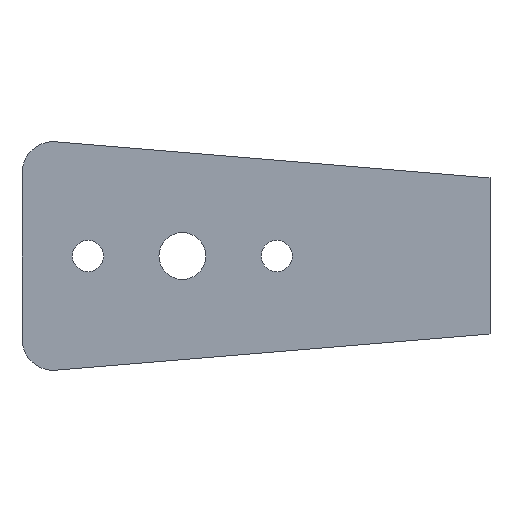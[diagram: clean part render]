
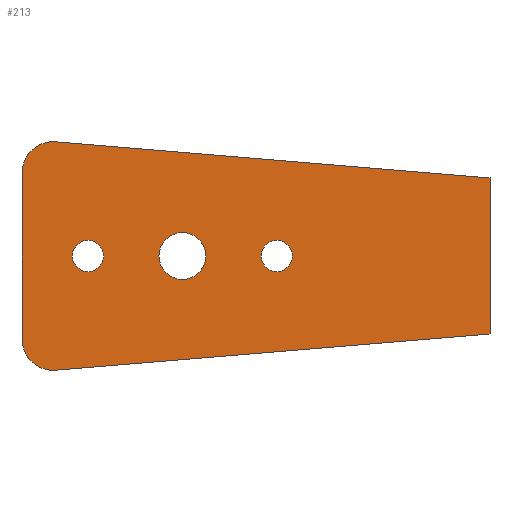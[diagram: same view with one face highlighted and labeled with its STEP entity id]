
A CAD part, front view. The second image highlights one B-rep face of the part: STEP entity #213.
In plain terms, the highlighted planar face has unit normal (0, -1, 0).
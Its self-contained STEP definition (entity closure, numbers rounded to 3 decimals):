
#18=FACE_BOUND('',#52,.T.);
#19=FACE_BOUND('',#53,.T.);
#20=FACE_BOUND('',#54,.T.);
#26=PLANE('',#257);
#37=FACE_OUTER_BOUND('',#51,.T.);
#51=EDGE_LOOP('',(#189,#190,#191,#192,#193,#194));
#52=EDGE_LOOP('',(#195));
#53=EDGE_LOOP('',(#196));
#54=EDGE_LOOP('',(#197));
#58=LINE('',#341,#75);
#63=LINE('',#355,#80);
#67=LINE('',#367,#84);
#70=LINE('',#372,#87);
#75=VECTOR('',#283,10.);
#80=VECTOR('',#296,10.);
#84=VECTOR('',#308,10.);
#87=VECTOR('',#313,10.);
#90=CIRCLE('',#239,2.);
#92=CIRCLE('',#242,3.);
#94=CIRCLE('',#245,2.);
#95=CIRCLE('',#248,4.);
#97=CIRCLE('',#252,4.);
#100=VERTEX_POINT('',#323);
#102=VERTEX_POINT('',#329);
#104=VERTEX_POINT('',#335);
#105=VERTEX_POINT('',#339);
#106=VERTEX_POINT('',#340);
#109=VERTEX_POINT('',#348);
#111=VERTEX_POINT('',#354);
#113=VERTEX_POINT('',#360);
#115=VERTEX_POINT('',#366);
#119=EDGE_CURVE('',#100,#100,#90,.T.);
#122=EDGE_CURVE('',#102,#102,#92,.T.);
#125=EDGE_CURVE('',#104,#104,#94,.T.);
#126=EDGE_CURVE('',#105,#106,#58,.T.);
#130=EDGE_CURVE('',#109,#105,#95,.T.);
#133=EDGE_CURVE('',#111,#109,#63,.T.);
#136=EDGE_CURVE('',#113,#111,#97,.T.);
#139=EDGE_CURVE('',#115,#113,#67,.T.);
#142=EDGE_CURVE('',#106,#115,#70,.T.);
#189=ORIENTED_EDGE('',*,*,#142,.F.);
#190=ORIENTED_EDGE('',*,*,#126,.F.);
#191=ORIENTED_EDGE('',*,*,#130,.F.);
#192=ORIENTED_EDGE('',*,*,#133,.F.);
#193=ORIENTED_EDGE('',*,*,#136,.F.);
#194=ORIENTED_EDGE('',*,*,#139,.F.);
#195=ORIENTED_EDGE('',*,*,#125,.F.);
#196=ORIENTED_EDGE('',*,*,#122,.F.);
#197=ORIENTED_EDGE('',*,*,#119,.F.);
#213=ADVANCED_FACE('',(#37,#18,#19,#20),#26,.F.);
#239=AXIS2_PLACEMENT_3D('',#325,#265,#266);
#242=AXIS2_PLACEMENT_3D('',#331,#272,#273);
#245=AXIS2_PLACEMENT_3D('',#337,#279,#280);
#248=AXIS2_PLACEMENT_3D('',#349,#289,#290);
#252=AXIS2_PLACEMENT_3D('',#361,#301,#302);
#257=AXIS2_PLACEMENT_3D('',#375,#317,#318);
#265=DIRECTION('center_axis',(0.,-1.,0.));
#266=DIRECTION('ref_axis',(1.,0.,0.));
#272=DIRECTION('center_axis',(0.,-1.,0.));
#273=DIRECTION('ref_axis',(1.,0.,0.));
#279=DIRECTION('center_axis',(0.,-1.,0.));
#280=DIRECTION('ref_axis',(1.,0.,0.));
#283=DIRECTION('',(0.997,0.,-0.083));
#289=DIRECTION('center_axis',(0.,1.,0.));
#290=DIRECTION('ref_axis',(-1.,0.,0.));
#296=DIRECTION('',(0.,0.,1.));
#301=DIRECTION('center_axis',(0.,1.,0.));
#302=DIRECTION('ref_axis',(0.083,0.,-0.997));
#308=DIRECTION('',(-0.997,0.,-0.083));
#313=DIRECTION('',(0.,0.,-1.));
#317=DIRECTION('center_axis',(0.,1.,0.));
#318=DIRECTION('ref_axis',(0.,0.,1.));
#323=CARTESIAN_POINT('',(-28.54,0.,5.));
#325=CARTESIAN_POINT('Origin',(-26.54,0.,5.));
#329=CARTESIAN_POINT('',(-17.44,0.,5.));
#331=CARTESIAN_POINT('Origin',(-14.44,0.,5.));
#335=CARTESIAN_POINT('',(-4.34,0.,5.));
#337=CARTESIAN_POINT('Origin',(-2.34,0.,5.));
#339=CARTESIAN_POINT('',(-30.668,0.,19.639));
#340=CARTESIAN_POINT('',(25.,0.,15.));
#341=CARTESIAN_POINT('',(-30.668,0.,19.639));
#348=CARTESIAN_POINT('',(-35.,0.,15.653));
#349=CARTESIAN_POINT('Origin',(-31.,0.,15.653));
#354=CARTESIAN_POINT('',(-35.,0.,-5.653));
#355=CARTESIAN_POINT('',(-35.,0.,-5.653));
#360=CARTESIAN_POINT('',(-30.668,0.,-9.639));
#361=CARTESIAN_POINT('Origin',(-31.,0.,-5.653));
#366=CARTESIAN_POINT('',(25.,0.,-5.));
#367=CARTESIAN_POINT('',(25.,0.,-5.));
#372=CARTESIAN_POINT('',(25.,0.,15.));
#375=CARTESIAN_POINT('Origin',(-5.,0.,5.));
